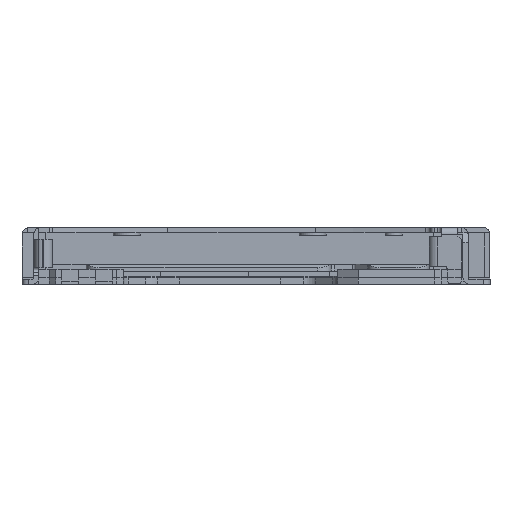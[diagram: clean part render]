
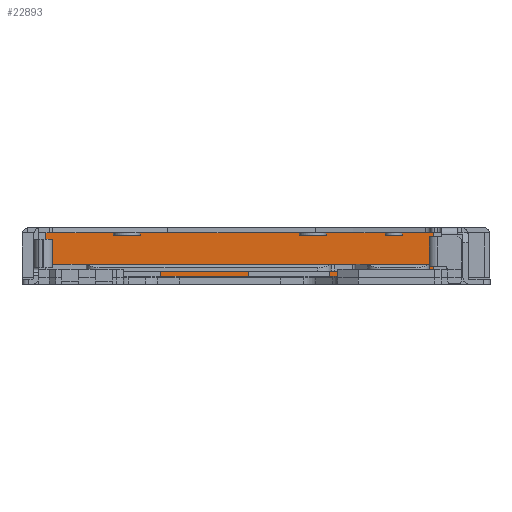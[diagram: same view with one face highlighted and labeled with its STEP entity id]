
A CAD part, front view. The second image highlights one B-rep face of the part: STEP entity #22893.
In plain terms, the highlighted planar face has unit normal (0, -1, 0).
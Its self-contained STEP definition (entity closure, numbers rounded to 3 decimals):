
#2227=FACE_OUTER_BOUND('',#3500,.T.);
#3500=EDGE_LOOP('',(#20068,#20069,#20070,#20071,#20072,#20073,#20074,#20075,
#20076,#20077,#20078,#20079,#20080,#20081,#20082,#20083,#20084,#20085,#20086,
#20087,#20088,#20089,#20090,#20091,#20092,#20093,#20094,#20095));
#5505=LINE('',#36083,#8179);
#5526=LINE('',#36131,#8200);
#5531=LINE('',#36142,#8205);
#5613=LINE('',#36316,#8287);
#5616=LINE('',#36324,#8290);
#5619=LINE('',#36332,#8293);
#5622=LINE('',#36340,#8296);
#5699=LINE('',#36511,#8373);
#5702=LINE('',#36517,#8376);
#5722=LINE('',#36563,#8396);
#5725=LINE('',#36568,#8399);
#5740=LINE('',#36603,#8414);
#5828=LINE('',#36800,#8502);
#5829=LINE('',#36803,#8503);
#5832=LINE('',#36809,#8506);
#5834=LINE('',#36814,#8508);
#5836=LINE('',#36819,#8510);
#5840=LINE('',#36829,#8514);
#5842=LINE('',#36832,#8516);
#5843=LINE('',#36835,#8517);
#5847=LINE('',#36845,#8521);
#5849=LINE('',#36848,#8523);
#5926=LINE('',#37029,#8600);
#5931=LINE('',#37040,#8605);
#5934=LINE('',#37048,#8608);
#5984=LINE('',#37162,#8658);
#5985=LINE('',#37163,#8659);
#5986=LINE('',#37164,#8660);
#8179=VECTOR('',#29521,0.21);
#8200=VECTOR('',#29558,0.21);
#8205=VECTOR('',#29565,0.21);
#8287=VECTOR('',#29705,2.);
#8290=VECTOR('',#29710,4.7);
#8293=VECTOR('',#29715,1.75);
#8296=VECTOR('',#29720,0.94);
#8373=VECTOR('',#29847,0.35);
#8376=VECTOR('',#29850,0.25);
#8396=VECTOR('',#29878,3.09);
#8399=VECTOR('',#29881,2.6);
#8414=VECTOR('',#29908,1.29);
#8502=VECTOR('',#30088,1.29);
#8503=VECTOR('',#30091,0.08);
#8506=VECTOR('',#30096,0.8);
#8508=VECTOR('',#30102,0.08);
#8510=VECTOR('',#30108,0.08);
#8514=VECTOR('',#30118,0.08);
#8516=VECTOR('',#30122,0.8);
#8517=VECTOR('',#30125,0.08);
#8521=VECTOR('',#30135,0.08);
#8523=VECTOR('',#30139,0.5);
#8600=VECTOR('',#30368,0.21);
#8605=VECTOR('',#30383,0.21);
#8608=VECTOR('',#30392,0.21);
#8658=VECTOR('',#30508,2.4);
#8659=VECTOR('',#30509,2.4);
#8660=VECTOR('',#30510,0.4);
#10591=VERTEX_POINT('',#36080);
#10592=VERTEX_POINT('',#36082);
#10610=VERTEX_POINT('',#36128);
#10611=VERTEX_POINT('',#36130);
#10615=VERTEX_POINT('',#36139);
#10616=VERTEX_POINT('',#36141);
#10678=VERTEX_POINT('',#36313);
#10679=VERTEX_POINT('',#36315);
#10682=VERTEX_POINT('',#36321);
#10683=VERTEX_POINT('',#36323);
#10686=VERTEX_POINT('',#36329);
#10687=VERTEX_POINT('',#36331);
#10690=VERTEX_POINT('',#36337);
#10691=VERTEX_POINT('',#36339);
#10762=VERTEX_POINT('',#36514);
#10763=VERTEX_POINT('',#36516);
#10784=VERTEX_POINT('',#36560);
#10785=VERTEX_POINT('',#36562);
#10787=VERTEX_POINT('',#36567);
#10865=VERTEX_POINT('',#36802);
#10867=VERTEX_POINT('',#36808);
#10869=VERTEX_POINT('',#36818);
#10872=VERTEX_POINT('',#36828);
#10873=VERTEX_POINT('',#36834);
#10876=VERTEX_POINT('',#36844);
#10904=VERTEX_POINT('',#37028);
#10905=VERTEX_POINT('',#37038);
#10907=VERTEX_POINT('',#37047);
#13507=EDGE_CURVE('',#10592,#10591,#5505,.T.);
#13530=EDGE_CURVE('',#10611,#10610,#5526,.T.);
#13535=EDGE_CURVE('',#10616,#10615,#5531,.T.);
#13623=EDGE_CURVE('',#10678,#10679,#5613,.T.);
#13627=EDGE_CURVE('',#10682,#10683,#5616,.T.);
#13631=EDGE_CURVE('',#10686,#10687,#5619,.T.);
#13635=EDGE_CURVE('',#10690,#10691,#5622,.T.);
#13732=EDGE_CURVE('',#10610,#10616,#5699,.T.);
#13735=EDGE_CURVE('',#10763,#10762,#5702,.T.);
#13759=EDGE_CURVE('',#10785,#10784,#5722,.T.);
#13762=EDGE_CURVE('',#10787,#10592,#5725,.T.);
#13782=EDGE_CURVE('',#10763,#10678,#5740,.T.);
#13885=EDGE_CURVE('',#10784,#10691,#5828,.T.);
#13886=EDGE_CURVE('',#10683,#10865,#5829,.T.);
#13889=EDGE_CURVE('',#10865,#10867,#5832,.T.);
#13892=EDGE_CURVE('',#10867,#10686,#5834,.T.);
#13894=EDGE_CURVE('',#10869,#10682,#5836,.T.);
#13899=EDGE_CURVE('',#10679,#10872,#5840,.T.);
#13901=EDGE_CURVE('',#10872,#10869,#5842,.T.);
#13902=EDGE_CURVE('',#10873,#10690,#5843,.T.);
#13907=EDGE_CURVE('',#10687,#10876,#5847,.T.);
#13909=EDGE_CURVE('',#10876,#10873,#5849,.T.);
#13996=EDGE_CURVE('',#10904,#10785,#5926,.T.);
#14001=EDGE_CURVE('',#10762,#10905,#5931,.T.);
#14005=EDGE_CURVE('',#10907,#10787,#5934,.T.);
#14062=EDGE_CURVE('',#10615,#10907,#5984,.T.);
#14063=EDGE_CURVE('',#10591,#10904,#5985,.T.);
#14064=EDGE_CURVE('',#10905,#10611,#5986,.T.);
#20068=ORIENTED_EDGE('',*,*,#13535,.T.);
#20069=ORIENTED_EDGE('',*,*,#14062,.T.);
#20070=ORIENTED_EDGE('',*,*,#14005,.T.);
#20071=ORIENTED_EDGE('',*,*,#13762,.T.);
#20072=ORIENTED_EDGE('',*,*,#13507,.T.);
#20073=ORIENTED_EDGE('',*,*,#14063,.T.);
#20074=ORIENTED_EDGE('',*,*,#13996,.T.);
#20075=ORIENTED_EDGE('',*,*,#13759,.T.);
#20076=ORIENTED_EDGE('',*,*,#13885,.T.);
#20077=ORIENTED_EDGE('',*,*,#13635,.F.);
#20078=ORIENTED_EDGE('',*,*,#13902,.F.);
#20079=ORIENTED_EDGE('',*,*,#13909,.F.);
#20080=ORIENTED_EDGE('',*,*,#13907,.F.);
#20081=ORIENTED_EDGE('',*,*,#13631,.F.);
#20082=ORIENTED_EDGE('',*,*,#13892,.F.);
#20083=ORIENTED_EDGE('',*,*,#13889,.F.);
#20084=ORIENTED_EDGE('',*,*,#13886,.F.);
#20085=ORIENTED_EDGE('',*,*,#13627,.F.);
#20086=ORIENTED_EDGE('',*,*,#13894,.F.);
#20087=ORIENTED_EDGE('',*,*,#13901,.F.);
#20088=ORIENTED_EDGE('',*,*,#13899,.F.);
#20089=ORIENTED_EDGE('',*,*,#13623,.F.);
#20090=ORIENTED_EDGE('',*,*,#13782,.F.);
#20091=ORIENTED_EDGE('',*,*,#13735,.T.);
#20092=ORIENTED_EDGE('',*,*,#14001,.T.);
#20093=ORIENTED_EDGE('',*,*,#14064,.T.);
#20094=ORIENTED_EDGE('',*,*,#13530,.T.);
#20095=ORIENTED_EDGE('',*,*,#13732,.T.);
#21697=PLANE('',#24730);
#22893=ADVANCED_FACE('',(#2227),#21697,.F.);
#24730=AXIS2_PLACEMENT_3D('',#37161,#30506,#30507);
#29521=DIRECTION('',(0.,0.,1.));
#29558=DIRECTION('',(0.,0.,-1.));
#29565=DIRECTION('',(0.,0.,1.));
#29705=DIRECTION('',(1.,0.,0.));
#29710=DIRECTION('',(1.,0.,0.));
#29715=DIRECTION('',(1.,0.,0.));
#29720=DIRECTION('',(1.,0.,0.));
#29847=DIRECTION('',(1.,0.,0.));
#29850=DIRECTION('',(1.,0.,0.));
#29878=DIRECTION('',(1.,0.,0.));
#29881=DIRECTION('',(1.,0.,0.));
#29908=DIRECTION('',(0.,0.,1.));
#30088=DIRECTION('',(0.,0.,1.));
#30091=DIRECTION('',(0.,0.,-1.));
#30096=DIRECTION('',(1.,0.,0.));
#30102=DIRECTION('',(0.,0.,1.));
#30108=DIRECTION('',(0.,0.,1.));
#30118=DIRECTION('',(0.,0.,-1.));
#30122=DIRECTION('',(1.,0.,0.));
#30125=DIRECTION('',(0.,0.,1.));
#30135=DIRECTION('',(0.,0.,-1.));
#30139=DIRECTION('',(1.,0.,0.));
#30368=DIRECTION('',(0.,0.,-1.));
#30383=DIRECTION('',(0.,0.,1.));
#30392=DIRECTION('',(0.,0.,-1.));
#30506=DIRECTION('center_axis',(0.,1.,0.));
#30507=DIRECTION('ref_axis',(1.,0.,0.));
#30508=DIRECTION('',(1.,0.,0.));
#30509=DIRECTION('',(1.,0.,0.));
#30510=DIRECTION('',(1.,0.,0.));
#36080=CARTESIAN_POINT('',(164.965,153.612,0.45));
#36082=CARTESIAN_POINT('',(164.965,153.612,0.24));
#36083=CARTESIAN_POINT('',(164.965,153.612,0.493));
#36128=CARTESIAN_POINT('',(159.615,153.612,0.24));
#36130=CARTESIAN_POINT('',(159.615,153.612,0.45));
#36131=CARTESIAN_POINT('',(159.615,153.612,0.493));
#36139=CARTESIAN_POINT('',(159.965,153.612,0.45));
#36141=CARTESIAN_POINT('',(159.965,153.612,0.24));
#36142=CARTESIAN_POINT('',(159.965,153.612,0.493));
#36313=CARTESIAN_POINT('',(158.965,153.612,1.53));
#36315=CARTESIAN_POINT('',(160.965,153.612,1.53));
#36316=CARTESIAN_POINT('',(158.965,153.612,1.53));
#36321=CARTESIAN_POINT('',(161.765,153.612,1.53));
#36323=CARTESIAN_POINT('',(166.465,153.612,1.53));
#36324=CARTESIAN_POINT('',(161.765,153.612,1.53));
#36329=CARTESIAN_POINT('',(167.265,153.612,1.53));
#36331=CARTESIAN_POINT('',(169.015,153.612,1.53));
#36332=CARTESIAN_POINT('',(167.265,153.612,1.53));
#36337=CARTESIAN_POINT('',(169.515,153.612,1.53));
#36339=CARTESIAN_POINT('',(170.455,153.612,1.53));
#36340=CARTESIAN_POINT('',(169.865,153.612,1.53));
#36511=CARTESIAN_POINT('',(158.965,153.612,0.24));
#36514=CARTESIAN_POINT('',(159.215,153.612,0.24));
#36516=CARTESIAN_POINT('',(158.965,153.612,0.24));
#36517=CARTESIAN_POINT('',(158.965,153.612,0.24));
#36560=CARTESIAN_POINT('',(170.455,153.612,0.24));
#36562=CARTESIAN_POINT('',(167.365,153.612,0.24));
#36563=CARTESIAN_POINT('',(158.965,153.612,0.24));
#36567=CARTESIAN_POINT('',(162.365,153.612,0.24));
#36568=CARTESIAN_POINT('',(158.965,153.612,0.24));
#36603=CARTESIAN_POINT('',(158.965,153.612,0.24));
#36800=CARTESIAN_POINT('',(170.455,153.612,0.));
#36802=CARTESIAN_POINT('',(166.465,153.612,1.45));
#36803=CARTESIAN_POINT('',(166.465,153.612,1.53));
#36808=CARTESIAN_POINT('',(167.265,153.612,1.45));
#36809=CARTESIAN_POINT('',(166.465,153.612,1.45));
#36814=CARTESIAN_POINT('',(167.265,153.612,1.45));
#36818=CARTESIAN_POINT('',(161.765,153.612,1.45));
#36819=CARTESIAN_POINT('',(161.765,153.612,1.45));
#36828=CARTESIAN_POINT('',(160.965,153.612,1.45));
#36829=CARTESIAN_POINT('',(160.965,153.612,1.53));
#36832=CARTESIAN_POINT('',(160.965,153.612,1.45));
#36834=CARTESIAN_POINT('',(169.515,153.612,1.45));
#36835=CARTESIAN_POINT('',(169.515,153.612,1.45));
#36844=CARTESIAN_POINT('',(169.015,153.612,1.45));
#36845=CARTESIAN_POINT('',(169.015,153.612,1.53));
#36848=CARTESIAN_POINT('',(169.015,153.612,1.45));
#37028=CARTESIAN_POINT('',(167.365,153.612,0.45));
#37029=CARTESIAN_POINT('',(167.365,153.612,0.493));
#37038=CARTESIAN_POINT('',(159.215,153.612,0.45));
#37040=CARTESIAN_POINT('',(159.215,153.612,0.493));
#37047=CARTESIAN_POINT('',(162.365,153.612,0.45));
#37048=CARTESIAN_POINT('',(162.365,153.612,0.493));
#37161=CARTESIAN_POINT('Origin',(164.715,153.612,0.885));
#37162=CARTESIAN_POINT('',(164.778,153.612,0.45));
#37163=CARTESIAN_POINT('',(164.778,153.612,0.45));
#37164=CARTESIAN_POINT('',(164.778,153.612,0.45));
